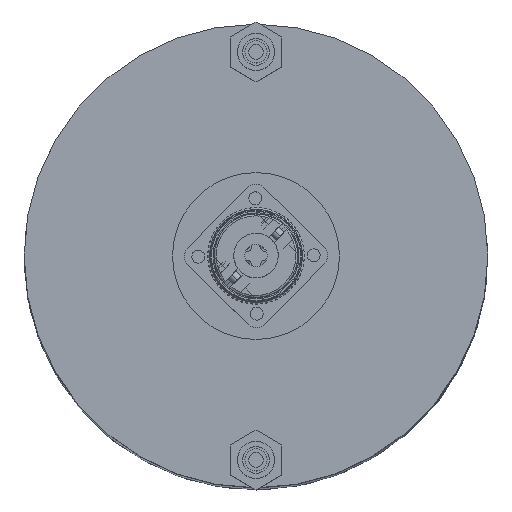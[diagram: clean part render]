
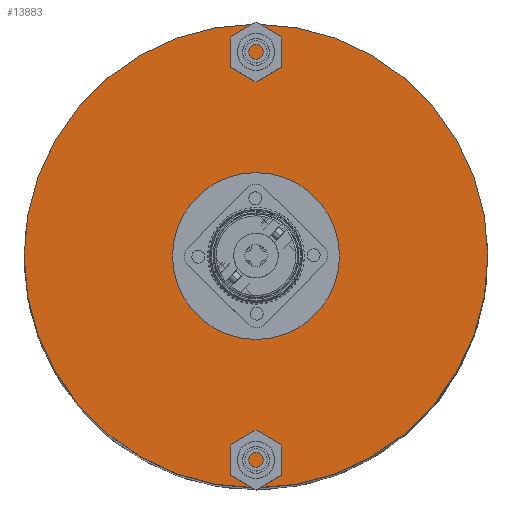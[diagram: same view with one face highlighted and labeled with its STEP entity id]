
A CAD part, top view. The second image highlights one B-rep face of the part: STEP entity #13883.
In plain terms, the highlighted planar face has unit normal (0, 0, 1).
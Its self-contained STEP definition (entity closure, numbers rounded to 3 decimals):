
#1911 = CARTESIAN_POINT ( 'NONE',  ( 0., 0., 35.5 ) ) ;
#2092 = CARTESIAN_POINT ( 'NONE',  ( 0., 0., 35.5 ) ) ;
#3722 = VERTEX_POINT ( 'NONE', #27873 ) ;
#6814 = VERTEX_POINT ( 'NONE', #82878 ) ;
#8908 = CIRCLE ( 'NONE', #34115, 22.5 ) ;
#10240 = DIRECTION ( 'NONE',  ( 1., 0., 0. ) ) ;
#11487 = ORIENTED_EDGE ( 'NONE', *, *, #18729, .F. ) ;
#13883 = ADVANCED_FACE ( 'NONE', ( #78908, #21994 ), #77964, .T. ) ;
#14721 = CIRCLE ( 'NONE', #53366, 62.5 ) ;
#17968 = DIRECTION ( 'NONE',  ( 0., 0., -1. ) ) ;
#18724 = VERTEX_POINT ( 'NONE', #64509 ) ;
#18729 = EDGE_CURVE ( 'NONE', #6814, #3722, #14721, .T. ) ;
#19755 = CARTESIAN_POINT ( 'NONE',  ( 0., 0., 35.5 ) ) ;
#21994 = FACE_BOUND ( 'NONE', #65818, .T. ) ;
#27661 = DIRECTION ( 'NONE',  ( 0., 0., -1. ) ) ;
#27873 = CARTESIAN_POINT ( 'NONE',  ( 62.5, 0., 35.5 ) ) ;
#34115 = AXIS2_PLACEMENT_3D ( 'NONE', #74000, #88911, #34273 ) ;
#34273 = DIRECTION ( 'NONE',  ( -1., 0., 0. ) ) ;
#36221 = EDGE_CURVE ( 'NONE', #18724, #95286, #69908, .T. ) ;
#41729 = DIRECTION ( 'NONE',  ( -1., 0., 0. ) ) ;
#42210 = DIRECTION ( 'NONE',  ( 0., 0., -1. ) ) ;
#44258 = CIRCLE ( 'NONE', #86596, 62.5 ) ;
#53366 = AXIS2_PLACEMENT_3D ( 'NONE', #2092, #17968, #41729 ) ;
#57460 = CARTESIAN_POINT ( 'NONE',  ( 0., 0., 35.5 ) ) ;
#57571 = AXIS2_PLACEMENT_3D ( 'NONE', #57460, #89653, #10240 ) ;
#64509 = CARTESIAN_POINT ( 'NONE',  ( 22.5, 0., 35.5 ) ) ;
#65818 = EDGE_LOOP ( 'NONE', ( #79845, #81432 ) ) ;
#66127 = AXIS2_PLACEMENT_3D ( 'NONE', #1911, #42210, #80947 ) ;
#69908 = CIRCLE ( 'NONE', #66127, 22.5 ) ;
#74000 = CARTESIAN_POINT ( 'NONE',  ( 0., 0., 35.5 ) ) ;
#77129 = EDGE_LOOP ( 'NONE', ( #11487, #77152 ) ) ;
#77152 = ORIENTED_EDGE ( 'NONE', *, *, #94044, .F. ) ;
#77456 = CARTESIAN_POINT ( 'NONE',  ( -22.5, 0., 35.5 ) ) ;
#77964 = PLANE ( 'NONE',  #57571 ) ;
#78908 = FACE_OUTER_BOUND ( 'NONE', #77129, .T. ) ;
#79845 = ORIENTED_EDGE ( 'NONE', *, *, #85874, .T. ) ;
#80947 = DIRECTION ( 'NONE',  ( -1., 0., 0. ) ) ;
#81432 = ORIENTED_EDGE ( 'NONE', *, *, #36221, .T. ) ;
#82878 = CARTESIAN_POINT ( 'NONE',  ( -62.5, 0., 35.5 ) ) ;
#85874 = EDGE_CURVE ( 'NONE', #95286, #18724, #8908, .T. ) ;
#86596 = AXIS2_PLACEMENT_3D ( 'NONE', #19755, #27661, #89546 ) ;
#88911 = DIRECTION ( 'NONE',  ( 0., 0., -1. ) ) ;
#89546 = DIRECTION ( 'NONE',  ( -1., 0., 0. ) ) ;
#89653 = DIRECTION ( 'NONE',  ( 0., 0., 1. ) ) ;
#94044 = EDGE_CURVE ( 'NONE', #3722, #6814, #44258, .T. ) ;
#95286 = VERTEX_POINT ( 'NONE', #77456 ) ;
